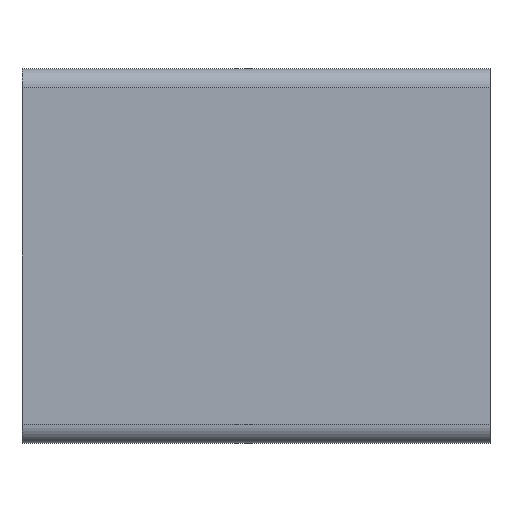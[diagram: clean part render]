
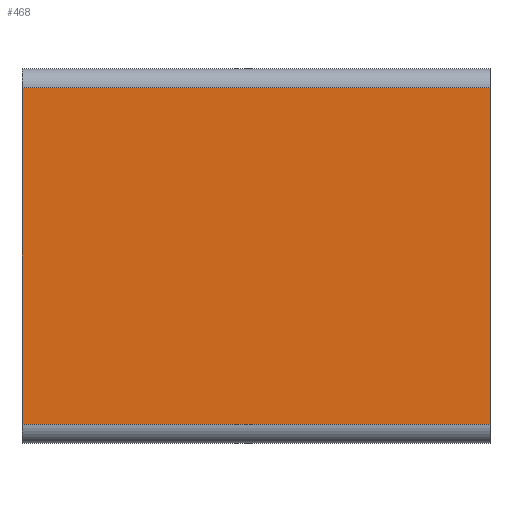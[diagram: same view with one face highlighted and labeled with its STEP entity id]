
A CAD part, left-side view. The second image highlights one B-rep face of the part: STEP entity #468.
In plain terms, the highlighted planar face has unit normal (-1, 0, 0).
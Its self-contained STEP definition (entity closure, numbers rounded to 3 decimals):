
#468 = ADVANCED_FACE( '', ( #1053 ), #1054, .F. );
#1053 = FACE_OUTER_BOUND( '', #1752, .T. );
#1054 = PLANE( '', #1753 );
#1752 = EDGE_LOOP( '', ( #3201, #3202, #3203, #3204 ) );
#1753 = AXIS2_PLACEMENT_3D( '', #3205, #3206, #3207 );
#3201 = ORIENTED_EDGE( '', *, *, #4609, .T. );
#3202 = ORIENTED_EDGE( '', *, *, #4933, .F. );
#3203 = ORIENTED_EDGE( '', *, *, #4934, .F. );
#3204 = ORIENTED_EDGE( '', *, *, #4935, .T. );
#3205 = CARTESIAN_POINT( '', ( -20., 100., -36. ) );
#3206 = DIRECTION( '', ( 1., 0., 0. ) );
#3207 = DIRECTION( '', ( 0., 0., -1. ) );
#4609 = EDGE_CURVE( '', #5710, #5707, #5711, .T. );
#4933 = EDGE_CURVE( '', #6207, #5707, #6208, .T. );
#4934 = EDGE_CURVE( '', #6209, #6207, #6210, .T. );
#4935 = EDGE_CURVE( '', #6209, #5710, #6211, .T. );
#5707 = VERTEX_POINT( '', #7198 );
#5710 = VERTEX_POINT( '', #7201 );
#5711 = LINE( '', #7202, #7203 );
#6207 = VERTEX_POINT( '', #7858 );
#6208 = LINE( '', #7859, #7860 );
#6209 = VERTEX_POINT( '', #7861 );
#6210 = LINE( '', #7862, #7863 );
#6211 = LINE( '', #7864, #7865 );
#7198 = CARTESIAN_POINT( '', ( -20., 0., 36. ) );
#7201 = CARTESIAN_POINT( '', ( -20., 0., -36. ) );
#7202 = CARTESIAN_POINT( '', ( -20., 0., -36. ) );
#7203 = VECTOR( '', #8680, 1000. );
#7858 = CARTESIAN_POINT( '', ( -20., 100., 36. ) );
#7859 = CARTESIAN_POINT( '', ( -20., 100., 36. ) );
#7860 = VECTOR( '', #9152, 1000. );
#7861 = CARTESIAN_POINT( '', ( -20., 100., -36. ) );
#7862 = CARTESIAN_POINT( '', ( -20., 100., -36. ) );
#7863 = VECTOR( '', #9153, 1000. );
#7864 = CARTESIAN_POINT( '', ( -20., 100., -36. ) );
#7865 = VECTOR( '', #9154, 1000. );
#8680 = DIRECTION( '', ( 0., 0., 1. ) );
#9152 = DIRECTION( '', ( 0., -1., 0. ) );
#9153 = DIRECTION( '', ( 0., 0., 1. ) );
#9154 = DIRECTION( '', ( 0., -1., 0. ) );
